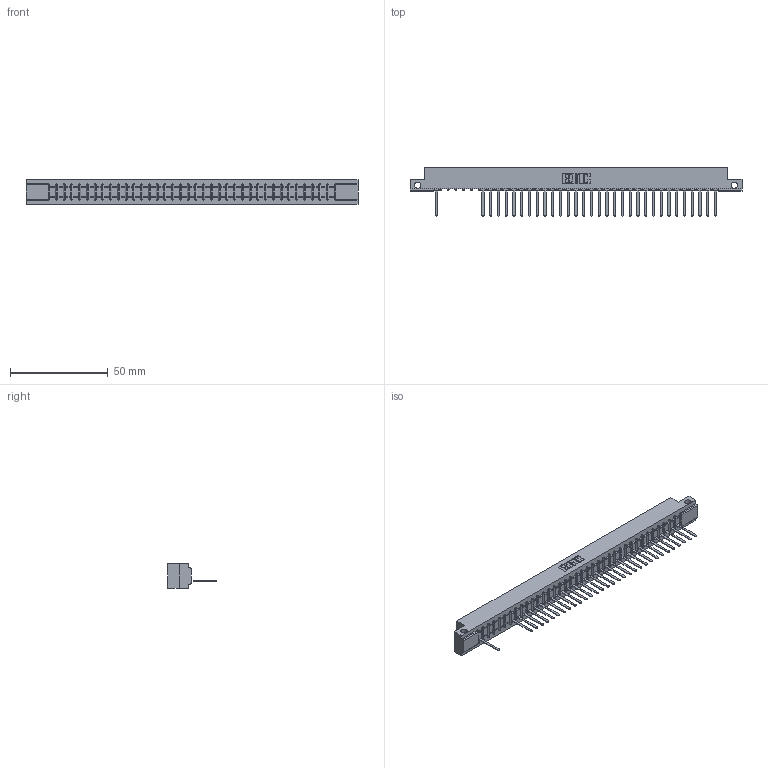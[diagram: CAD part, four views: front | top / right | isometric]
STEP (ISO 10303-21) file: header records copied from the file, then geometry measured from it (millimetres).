
FILE_DESCRIPTION (( 'STEP AP203' ), '1' );
FILE_NAME ('357-037-541-112.STEP', '2018-08-10T07:55:53', ( '' ), ( '' ), 'SwSTEP 2.0', 'SolidWorks 2016', '' );
FILE_SCHEMA (( 'CONFIG_CONTROL_DESIGN' ));
Length unit declared in the file: inch
Products named in the file (3): 307 Part_.128 Dia Side Mounting Holes; 307-290-002_541; 357-037-541-112
Assembly tree (33 placements, depth 2):
  357-037-541-112
    307 Part_.128 Dia Side Mounting Holes
    307-290-002_541  x32
Bounding box: 169.62 x 24.59 x 12.7 mm (x, y, z)
Volume: 17917.8 mm3; surface area: 22063.1 mm2
Topology: 33 solids, 33 shells, 2624 faces, 8067 edges, 5274 vertices
Faces by surface type: plane 1570, cylinder 978, sphere 76
Entity records: 32896 total; most frequent: CARTESIAN_POINT 5571, ORIENTED_EDGE 5566, DIRECTION 5409, EDGE_CURVE 2783, LINE 2129, VECTOR 2129, VERTEX_POINT 1802, AXIS2_PLACEMENT_3D 1640
